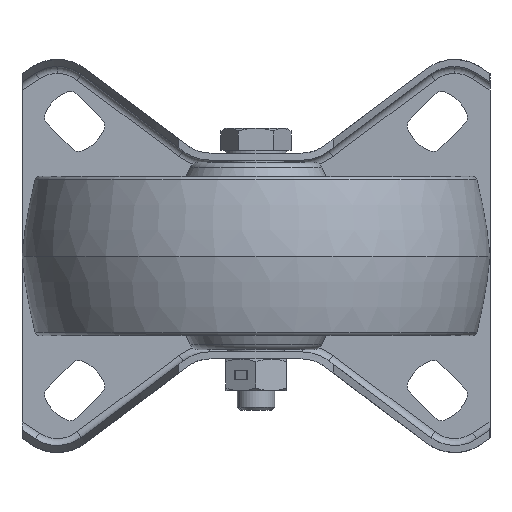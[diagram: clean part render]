
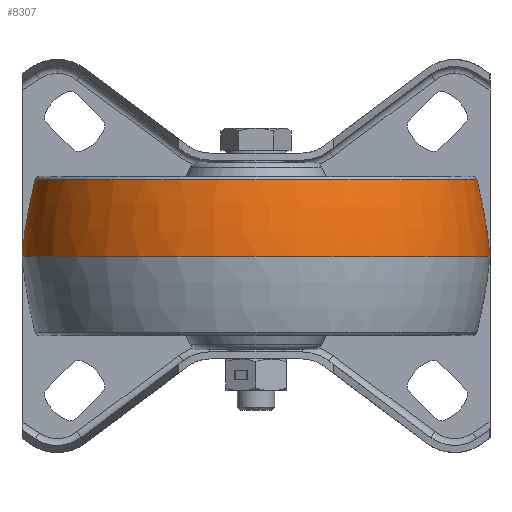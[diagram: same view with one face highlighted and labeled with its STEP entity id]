
A CAD part, front view. The second image highlights one B-rep face of the part: STEP entity #8307.
In plain terms, the highlighted toroidal (fillet/blend) face has major radius 49.611 mm and minor radius 100 mm.
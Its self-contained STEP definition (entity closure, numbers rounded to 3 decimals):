
#457 = DIRECTION ( 'NONE',  ( -1., 0., 0. ) ) ;
#940 = VERTEX_POINT ( 'NONE', #9319 ) ;
#1202 = TOROIDAL_SURFACE ( 'NONE', #1667, -49.611, 100. ) ;
#1667 = AXIS2_PLACEMENT_3D ( 'NONE', #12656, #10451, #3712 ) ;
#2425 = EDGE_LOOP ( 'NONE', ( #11244, #11812, #11915, #7087 ) ) ;
#2566 = CARTESIAN_POINT ( 'NONE',  ( 0., -77., 0. ) ) ;
#2731 = EDGE_CURVE ( 'NONE', #12939, #9076, #10267, .T. ) ;
#3107 = EDGE_CURVE ( 'NONE', #12699, #940, #5504, .T. ) ;
#3704 = DIRECTION ( 'NONE',  ( -1., 0., 0. ) ) ;
#3712 = DIRECTION ( 'NONE',  ( -1., 0., 0. ) ) ;
#4046 = CIRCLE ( 'NONE', #4780, 100. ) ;
#4190 = CARTESIAN_POINT ( 'NONE',  ( 49.611, -77., -8.814 ) ) ;
#4780 = AXIS2_PLACEMENT_3D ( 'NONE', #4190, #12001, #5297 ) ;
#5285 = CARTESIAN_POINT ( 'NONE',  ( 0., -77., 16.251 ) ) ;
#5297 = DIRECTION ( 'NONE',  ( 0., 0., -1. ) ) ;
#5504 = CIRCLE ( 'NONE', #6838, 50. ) ;
#5535 = CARTESIAN_POINT ( 'NONE',  ( 50., -77., 0. ) ) ;
#6432 = DIRECTION ( 'NONE',  ( -1., 0., 0. ) ) ;
#6775 = AXIS2_PLACEMENT_3D ( 'NONE', #13857, #7178, #457 ) ;
#6838 = AXIS2_PLACEMENT_3D ( 'NONE', #2566, #10443, #3704 ) ;
#7087 = ORIENTED_EDGE ( 'NONE', *, *, #3107, .F. ) ;
#7178 = DIRECTION ( 'NONE',  ( 0., 1., 0. ) ) ;
#7901 = FACE_OUTER_BOUND ( 'NONE', #2425, .T. ) ;
#8050 = CARTESIAN_POINT ( 'NONE',  ( -47.197, -77., 16.251 ) ) ;
#8307 = ADVANCED_FACE ( 'NONE', ( #7901 ), #1202, .T. ) ;
#9076 = VERTEX_POINT ( 'NONE', #8050 ) ;
#9319 = CARTESIAN_POINT ( 'NONE',  ( -50., -77., 0. ) ) ;
#10267 = CIRCLE ( 'NONE', #14408, 47.197 ) ;
#10443 = DIRECTION ( 'NONE',  ( 0., 0., -1. ) ) ;
#10451 = DIRECTION ( 'NONE',  ( 0., 0., -1. ) ) ;
#11244 = ORIENTED_EDGE ( 'NONE', *, *, #14379, .F. ) ;
#11543 = CARTESIAN_POINT ( 'NONE',  ( 47.197, -77., 16.251 ) ) ;
#11812 = ORIENTED_EDGE ( 'NONE', *, *, #2731, .T. ) ;
#11915 = ORIENTED_EDGE ( 'NONE', *, *, #14009, .T. ) ;
#12001 = DIRECTION ( 'NONE',  ( 0., -1., 0. ) ) ;
#12656 = CARTESIAN_POINT ( 'NONE',  ( 0., -77., -8.814 ) ) ;
#12699 = VERTEX_POINT ( 'NONE', #5535 ) ;
#12939 = VERTEX_POINT ( 'NONE', #11543 ) ;
#13133 = DIRECTION ( 'NONE',  ( 0., 0., -1. ) ) ;
#13857 = CARTESIAN_POINT ( 'NONE',  ( -49.611, -77., -8.814 ) ) ;
#14009 = EDGE_CURVE ( 'NONE', #9076, #940, #4046, .T. ) ;
#14367 = CIRCLE ( 'NONE', #6775, 100. ) ;
#14379 = EDGE_CURVE ( 'NONE', #12939, #12699, #14367, .T. ) ;
#14408 = AXIS2_PLACEMENT_3D ( 'NONE', #5285, #13133, #6432 ) ;
